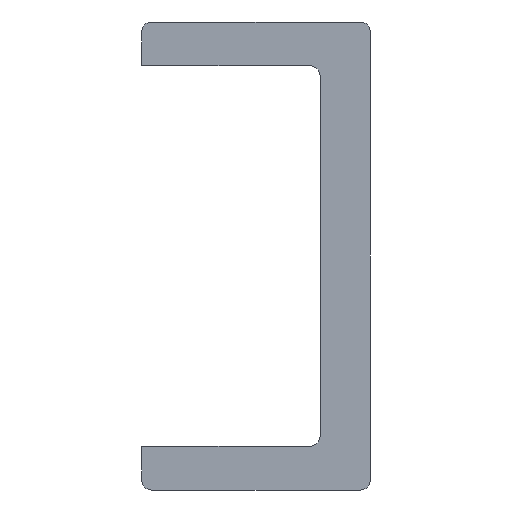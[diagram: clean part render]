
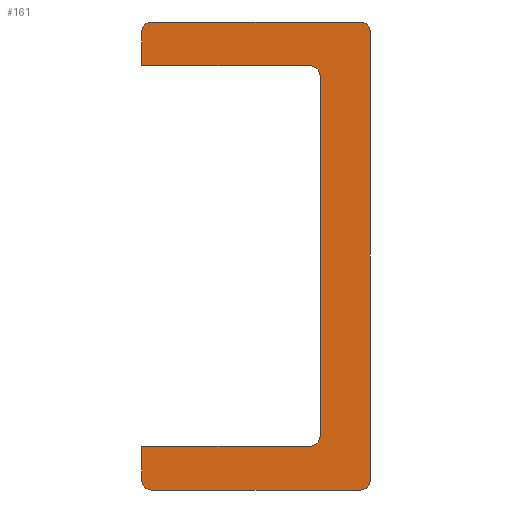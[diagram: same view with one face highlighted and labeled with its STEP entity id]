
A CAD part, front view. The second image highlights one B-rep face of the part: STEP entity #161.
In plain terms, the highlighted planar face has unit normal (0, -1, 0).
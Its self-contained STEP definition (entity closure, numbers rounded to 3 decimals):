
#161 = ADVANCED_FACE( '', ( #362 ), #363, .F. );
#362 = FACE_OUTER_BOUND( '', #571, .T. );
#363 = PLANE( '', #572 );
#571 = EDGE_LOOP( '', ( #911, #912, #913, #914, #915, #916, #917, #918, #919, #920, #921, #922, #923, #924 ) );
#572 = AXIS2_PLACEMENT_3D( '', #925, #926, #927 );
#911 = ORIENTED_EDGE( '', *, *, #1003, .F. );
#912 = ORIENTED_EDGE( '', *, *, #1094, .T. );
#913 = ORIENTED_EDGE( '', *, *, #1083, .F. );
#914 = ORIENTED_EDGE( '', *, *, #1048, .T. );
#915 = ORIENTED_EDGE( '', *, *, #1076, .F. );
#916 = ORIENTED_EDGE( '', *, *, #1056, .F. );
#917 = ORIENTED_EDGE( '', *, *, #974, .F. );
#918 = ORIENTED_EDGE( '', *, *, #1096, .F. );
#919 = ORIENTED_EDGE( '', *, *, #1086, .F. );
#920 = ORIENTED_EDGE( '', *, *, #1042, .F. );
#921 = ORIENTED_EDGE( '', *, *, #1021, .F. );
#922 = ORIENTED_EDGE( '', *, *, #1033, .T. );
#923 = ORIENTED_EDGE( '', *, *, #1037, .F. );
#924 = ORIENTED_EDGE( '', *, *, #1097, .T. );
#925 = CARTESIAN_POINT( '', ( -10.5, 0., 21.5 ) );
#926 = DIRECTION( '', ( 0., 1., 0. ) );
#927 = DIRECTION( '', ( 0., 0., 1. ) );
#974 = EDGE_CURVE( '', #1113, #1114, #1115, .T. );
#1003 = EDGE_CURVE( '', #1165, #1167, #1168, .T. );
#1021 = EDGE_CURVE( '', #1194, #1196, #1197, .T. );
#1033 = EDGE_CURVE( '', #1194, #1213, #1215, .F. );
#1037 = EDGE_CURVE( '', #1219, #1213, #1221, .T. );
#1042 = EDGE_CURVE( '', #1196, #1228, #1229, .T. );
#1048 = EDGE_CURVE( '', #1239, #1237, #1240, .F. );
#1056 = EDGE_CURVE( '', #1114, #1251, #1252, .T. );
#1076 = EDGE_CURVE( '', #1251, #1237, #1278, .T. );
#1083 = EDGE_CURVE( '', #1239, #1287, #1288, .T. );
#1086 = EDGE_CURVE( '', #1228, #1291, #1292, .T. );
#1094 = EDGE_CURVE( '', #1165, #1287, #1301, .F. );
#1096 = EDGE_CURVE( '', #1291, #1113, #1303, .T. );
#1097 = EDGE_CURVE( '', #1219, #1167, #1304, .F. );
#1113 = VERTEX_POINT( '', #1320 );
#1114 = VERTEX_POINT( '', #1321 );
#1115 = CIRCLE( '', #1322, 1. );
#1165 = VERTEX_POINT( '', #1375 );
#1167 = VERTEX_POINT( '', #1378 );
#1168 = LINE( '', #1379, #1380 );
#1194 = VERTEX_POINT( '', #1408 );
#1196 = VERTEX_POINT( '', #1411 );
#1197 = LINE( '', #1412, #1413 );
#1213 = VERTEX_POINT( '', #1430 );
#1215 = CIRCLE( '', #1433, 0.9 );
#1219 = VERTEX_POINT( '', #1438 );
#1221 = LINE( '', #1441, #1442 );
#1228 = VERTEX_POINT( '', #1449 );
#1229 = LINE( '', #1450, #1451 );
#1237 = VERTEX_POINT( '', #1461 );
#1239 = VERTEX_POINT( '', #1464 );
#1240 = CIRCLE( '', #1465, 0.9 );
#1251 = VERTEX_POINT( '', #1477 );
#1252 = LINE( '', #1478, #1479 );
#1278 = LINE( '', #1510, #1511 );
#1287 = VERTEX_POINT( '', #1520 );
#1288 = LINE( '', #1521, #1522 );
#1291 = VERTEX_POINT( '', #1526 );
#1292 = CIRCLE( '', #1527, 1. );
#1301 = CIRCLE( '', #1537, 0.9 );
#1303 = LINE( '', #1539, #1540 );
#1304 = CIRCLE( '', #1541, 0.9 );
#1320 = CARTESIAN_POINT( '', ( 5.9, 0., 16.5 ) );
#1321 = CARTESIAN_POINT( '', ( 4.9, 0., 17.5 ) );
#1322 = AXIS2_PLACEMENT_3D( '', #1558, #1559, #1560 );
#1375 = CARTESIAN_POINT( '', ( 10.5, 0., 20.6 ) );
#1378 = CARTESIAN_POINT( '', ( 10.5, 0., -20.6 ) );
#1379 = CARTESIAN_POINT( '', ( 10.5, 0., 21.5 ) );
#1380 = VECTOR( '', #1622, 1000. );
#1408 = CARTESIAN_POINT( '', ( -10.5, 0., -20.6 ) );
#1411 = CARTESIAN_POINT( '', ( -10.5, 0., -17.5 ) );
#1412 = CARTESIAN_POINT( '', ( -10.5, 0., -21.5 ) );
#1413 = VECTOR( '', #1647, 1000. );
#1430 = CARTESIAN_POINT( '', ( -9.6, 0., -21.5 ) );
#1433 = AXIS2_PLACEMENT_3D( '', #1665, #1666, #1667 );
#1438 = CARTESIAN_POINT( '', ( 9.6, 0., -21.5 ) );
#1441 = CARTESIAN_POINT( '', ( 10.5, 0., -21.5 ) );
#1442 = VECTOR( '', #1670, 1000. );
#1449 = CARTESIAN_POINT( '', ( 4.9, 0., -17.5 ) );
#1450 = CARTESIAN_POINT( '', ( 4.9, 0., -17.5 ) );
#1451 = VECTOR( '', #1677, 1000. );
#1461 = CARTESIAN_POINT( '', ( -10.5, 0., 20.6 ) );
#1464 = CARTESIAN_POINT( '', ( -9.6, 0., 21.5 ) );
#1465 = AXIS2_PLACEMENT_3D( '', #1684, #1685, #1686 );
#1477 = CARTESIAN_POINT( '', ( -10.5, 0., 17.5 ) );
#1478 = CARTESIAN_POINT( '', ( 4.9, 0., 17.5 ) );
#1479 = VECTOR( '', #1697, 1000. );
#1510 = CARTESIAN_POINT( '', ( -10.5, 0., -21.5 ) );
#1511 = VECTOR( '', #1721, 1000. );
#1520 = CARTESIAN_POINT( '', ( 9.6, 0., 21.5 ) );
#1521 = CARTESIAN_POINT( '', ( -10.5, 0., 21.5 ) );
#1522 = VECTOR( '', #1728, 1000. );
#1526 = CARTESIAN_POINT( '', ( 5.9, 0., -16.5 ) );
#1527 = AXIS2_PLACEMENT_3D( '', #1730, #1731, #1732 );
#1537 = AXIS2_PLACEMENT_3D( '', #1737, #1738, #1739 );
#1539 = CARTESIAN_POINT( '', ( 5.9, 0., 16.5 ) );
#1540 = VECTOR( '', #1740, 1000. );
#1541 = AXIS2_PLACEMENT_3D( '', #1741, #1742, #1743 );
#1558 = CARTESIAN_POINT( '', ( 4.9, 0., 16.5 ) );
#1559 = DIRECTION( '', ( 0., -1., 0. ) );
#1560 = DIRECTION( '', ( -1., 0., 0. ) );
#1622 = DIRECTION( '', ( 0., 0., -1. ) );
#1647 = DIRECTION( '', ( 0., 0., 1. ) );
#1665 = CARTESIAN_POINT( '', ( -9.6, 0., -20.6 ) );
#1666 = DIRECTION( '', ( 0., 1., 0. ) );
#1667 = DIRECTION( '', ( 0., 0., 1. ) );
#1670 = DIRECTION( '', ( -1., 0., 0. ) );
#1677 = DIRECTION( '', ( 1., 0., 0. ) );
#1684 = CARTESIAN_POINT( '', ( -9.6, 0., 20.6 ) );
#1685 = DIRECTION( '', ( 0., 1., 0. ) );
#1686 = DIRECTION( '', ( 0., 0., 1. ) );
#1697 = DIRECTION( '', ( -1., 0., 0. ) );
#1721 = DIRECTION( '', ( 0., 0., 1. ) );
#1728 = DIRECTION( '', ( 1., 0., 0. ) );
#1730 = CARTESIAN_POINT( '', ( 4.9, 0., -16.5 ) );
#1731 = DIRECTION( '', ( 0., -1., 0. ) );
#1732 = DIRECTION( '', ( -1., 0., 0. ) );
#1737 = CARTESIAN_POINT( '', ( 9.6, 0., 20.6 ) );
#1738 = DIRECTION( '', ( 0., 1., 0. ) );
#1739 = DIRECTION( '', ( 0., 0., 1. ) );
#1740 = DIRECTION( '', ( 0., 0., 1. ) );
#1741 = CARTESIAN_POINT( '', ( 9.6, 0., -20.6 ) );
#1742 = DIRECTION( '', ( 0., 1., 0. ) );
#1743 = DIRECTION( '', ( 0., 0., 1. ) );
